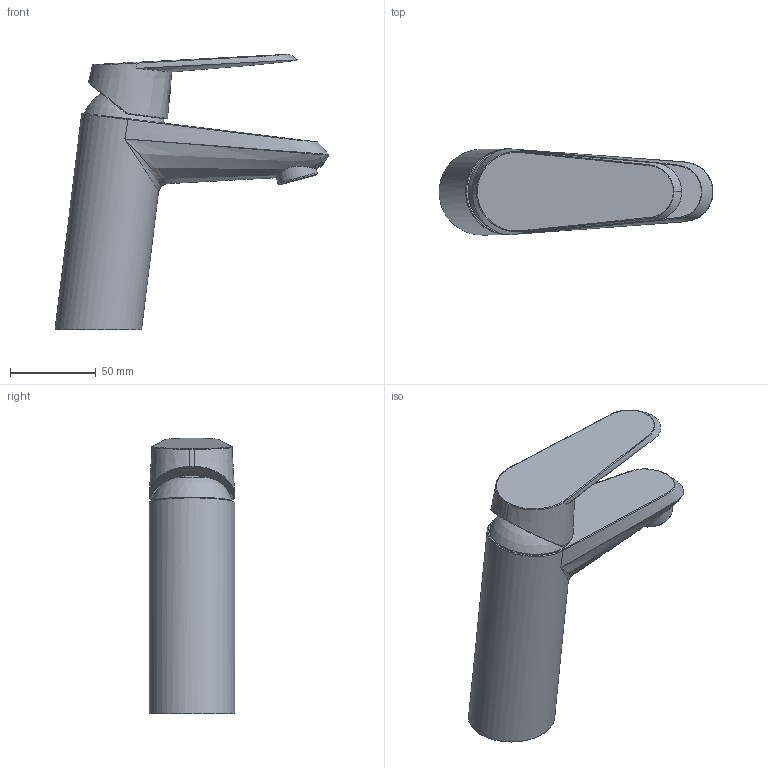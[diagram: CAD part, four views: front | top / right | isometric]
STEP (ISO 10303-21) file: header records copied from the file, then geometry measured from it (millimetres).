
FILE_DESCRIPTION(/* description */ ('Unknown'),/* implementation_level */ '2;1');
FILE_NAME(/* name */ '3319020E',/* time_stamp */ '2022-09-09T12:43:49+02:00',/* author */ ('Unknown'),/* organization */ ('GROHE AG'),/* preprocessor_version */ 'ST-DEVELOPER v16.7',/* originating_system */ 'DEX',/* authorisation */ $);
FILE_SCHEMA (('AUTOMOTIVE_DESIGN {1 0 10303 214 3 1 1}'));
Length unit declared in the file: millimetre
Products named in the file (3): 3319020E; id11; 1
Assembly tree (2 placements, depth 2):
  3319020E
    id11
    1
Bounding box: 159.47 x 49.98 x 160.31 mm (x, y, z)
Surface area: 52338.1 mm2 (no closed solid volume)
Topology: 0 solids, 11 shells, 83 faces, 258 edges, 174 vertices
Faces by surface type: bspline 33, cylinder 20, plane 19, cone 6, torus 3, sphere 2
Full cylindrical faces by diameter (mm): 4 x2, 6.9 x1, 20.1 x1, 22.4 x1, 23.6 x1, 24.5 x1, 50 x1
Entity records: 9792 total; most frequent: CARTESIAN_POINT 7548, ORIENTED_EDGE 360, DIRECTION 299, EDGE_CURVE 228, VERTEX_POINT 169, AXIS2_PLACEMENT_3D 128, B_SPLINE_CURVE_WITH_KNOTS 105, EDGE_LOOP 104
